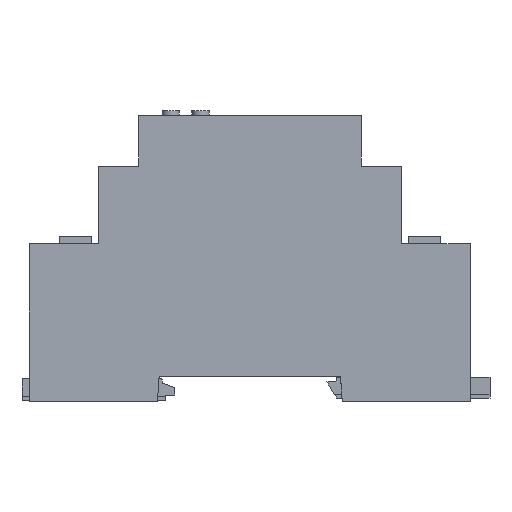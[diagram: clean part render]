
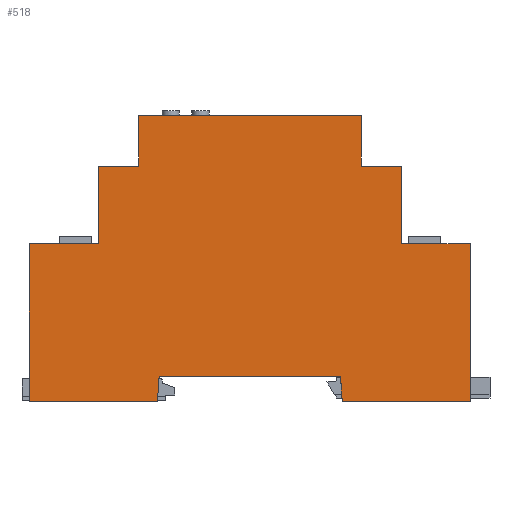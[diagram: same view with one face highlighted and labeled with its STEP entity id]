
A CAD part, left-side view. The second image highlights one B-rep face of the part: STEP entity #518.
In plain terms, the highlighted planar face has unit normal (-1, 0, 0).
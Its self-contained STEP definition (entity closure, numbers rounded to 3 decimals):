
#518=ADVANCED_FACE('',(#5775),#5777,.T.);
#5775=FACE_BOUND('',#5776,.T.);
#5776=EDGE_LOOP('',(#9950,#9951,#9952,#9953,#9954,#9955,#9956,#9957,#9958,#9959,
#9960,#9961,#9962,#9963,#9964,#9965));
#5777=PLANE('',#5778);
#5778=AXIS2_PLACEMENT_3D('',#5779,#5780,#5781);
#5779=CARTESIAN_POINT('',(-35.5,0.,0.));
#5780=DIRECTION('',(-1.,0.,0.));
#5781=DIRECTION('',(0.,0.,-1.));
#9950=ORIENTED_EDGE('',*,*,#13120,.T.);
#9951=ORIENTED_EDGE('',*,*,#13150,.T.);
#9952=ORIENTED_EDGE('',*,*,#13153,.T.);
#9953=ORIENTED_EDGE('',*,*,#13154,.T.);
#9954=ORIENTED_EDGE('',*,*,#13155,.T.);
#9955=ORIENTED_EDGE('',*,*,#13156,.T.);
#9956=ORIENTED_EDGE('',*,*,#13157,.T.);
#9957=ORIENTED_EDGE('',*,*,#13158,.T.);
#9958=ORIENTED_EDGE('',*,*,#13159,.T.);
#9959=ORIENTED_EDGE('',*,*,#13160,.T.);
#9960=ORIENTED_EDGE('',*,*,#13161,.T.);
#9961=ORIENTED_EDGE('',*,*,#13162,.T.);
#9962=ORIENTED_EDGE('',*,*,#13163,.T.);
#9963=ORIENTED_EDGE('',*,*,#13164,.T.);
#9964=ORIENTED_EDGE('',*,*,#13165,.T.);
#9965=ORIENTED_EDGE('',*,*,#13166,.T.);
#13120=EDGE_CURVE('',#14872,#14870,#14873,.T.);
#13150=EDGE_CURVE('',#14870,#14918,#14920,.T.);
#13153=EDGE_CURVE('',#14918,#14924,#14925,.T.);
#13154=EDGE_CURVE('',#14924,#14926,#14927,.T.);
#13155=EDGE_CURVE('',#14926,#14928,#14929,.T.);
#13156=EDGE_CURVE('',#14928,#14930,#14931,.T.);
#13157=EDGE_CURVE('',#14930,#14932,#14933,.T.);
#13158=EDGE_CURVE('',#14932,#14934,#14935,.T.);
#13159=EDGE_CURVE('',#14934,#14936,#14937,.T.);
#13160=EDGE_CURVE('',#14936,#14938,#14939,.T.);
#13161=EDGE_CURVE('',#14938,#14940,#14941,.T.);
#13162=EDGE_CURVE('',#14940,#14942,#14943,.T.);
#13163=EDGE_CURVE('',#14942,#14944,#14945,.T.);
#13164=EDGE_CURVE('',#14944,#14946,#14947,.T.);
#13165=EDGE_CURVE('',#14946,#14948,#14949,.T.);
#13166=EDGE_CURVE('',#14948,#14872,#14950,.T.);
#14870=VERTEX_POINT('',#17887);
#14872=VERTEX_POINT('',#17891);
#14873=LINE('',#17892,#17893);
#14918=VERTEX_POINT('',#17996);
#14920=LINE('',#18000,#18001);
#14924=VERTEX_POINT('',#18010);
#14925=LINE('',#18011,#18012);
#14926=VERTEX_POINT('',#18014);
#14927=LINE('',#18015,#18016);
#14928=VERTEX_POINT('',#18018);
#14929=LINE('',#18019,#18020);
#14930=VERTEX_POINT('',#18022);
#14931=LINE('',#18023,#18024);
#14932=VERTEX_POINT('',#18026);
#14933=LINE('',#18027,#18028);
#14934=VERTEX_POINT('',#18030);
#14935=LINE('',#18031,#18032);
#14936=VERTEX_POINT('',#18034);
#14937=LINE('',#18035,#18036);
#14938=VERTEX_POINT('',#18038);
#14939=LINE('',#18039,#18040);
#14940=VERTEX_POINT('',#18042);
#14941=LINE('',#18043,#18044);
#14942=VERTEX_POINT('',#18046);
#14943=LINE('',#18047,#18048);
#14944=VERTEX_POINT('',#18050);
#14945=LINE('',#18051,#18052);
#14946=VERTEX_POINT('',#18054);
#14947=LINE('',#18055,#18056);
#14948=VERTEX_POINT('',#18058);
#14949=LINE('',#18059,#18060);
#14950=LINE('',#18062,#18063);
#17887=CARTESIAN_POINT('',(-35.5,44.6,-4.987));
#17891=CARTESIAN_POINT('',(-35.5,44.6,26.878));
#17892=CARTESIAN_POINT('',(-35.5,44.6,26.878));
#17893=VECTOR('',#17894,1.);
#17894=DIRECTION('',(0.,0.,-1.));
#17996=CARTESIAN_POINT('',(-35.5,18.7,-4.987));
#18000=CARTESIAN_POINT('',(-35.5,44.6,-4.987));
#18001=VECTOR('',#18002,1.);
#18002=DIRECTION('',(0.,-1.,0.));
#18010=CARTESIAN_POINT('',(-35.5,18.351,0.));
#18011=CARTESIAN_POINT('',(-35.5,18.7,-4.987));
#18012=VECTOR('',#18013,1.);
#18013=DIRECTION('',(0.,-0.07,0.998));
#18014=CARTESIAN_POINT('',(-35.5,-18.351,0.));
#18015=CARTESIAN_POINT('',(-35.5,18.351,0.));
#18016=VECTOR('',#18017,1.);
#18017=DIRECTION('',(0.,-1.,0.));
#18018=CARTESIAN_POINT('',(-35.5,-18.7,-4.987));
#18019=CARTESIAN_POINT('',(-35.5,-18.351,0.));
#18020=VECTOR('',#18021,1.);
#18021=DIRECTION('',(0.,-0.07,-0.998));
#18022=CARTESIAN_POINT('',(-35.5,-44.6,-4.987));
#18023=CARTESIAN_POINT('',(-35.5,-18.7,-4.987));
#18024=VECTOR('',#18025,1.);
#18025=DIRECTION('',(0.,-1.,0.));
#18026=CARTESIAN_POINT('',(-35.5,-44.6,26.878));
#18027=CARTESIAN_POINT('',(-35.5,-44.6,-4.987));
#18028=VECTOR('',#18029,1.);
#18029=DIRECTION('',(0.,0.,1.));
#18030=CARTESIAN_POINT('',(-35.5,-30.7,26.878));
#18031=CARTESIAN_POINT('',(-35.5,-44.6,26.878));
#18032=VECTOR('',#18033,1.);
#18033=DIRECTION('',(0.,1.,0.));
#18034=CARTESIAN_POINT('',(-35.5,-30.7,42.606));
#18035=CARTESIAN_POINT('',(-35.5,-30.7,26.878));
#18036=VECTOR('',#18037,1.);
#18037=DIRECTION('',(0.,0.,1.));
#18038=CARTESIAN_POINT('',(-35.5,-22.5,42.606));
#18039=CARTESIAN_POINT('',(-35.5,-30.7,42.606));
#18040=VECTOR('',#18041,1.);
#18041=DIRECTION('',(0.,1.,0.));
#18042=CARTESIAN_POINT('',(-35.5,-22.5,52.804));
#18043=CARTESIAN_POINT('',(-35.5,-22.5,42.606));
#18044=VECTOR('',#18045,1.);
#18045=DIRECTION('',(0.,0.,1.));
#18046=CARTESIAN_POINT('',(-35.5,22.5,52.804));
#18047=CARTESIAN_POINT('',(-35.5,-22.5,52.804));
#18048=VECTOR('',#18049,1.);
#18049=DIRECTION('',(0.,1.,0.));
#18050=CARTESIAN_POINT('',(-35.5,22.5,42.606));
#18051=CARTESIAN_POINT('',(-35.5,22.5,52.804));
#18052=VECTOR('',#18053,1.);
#18053=DIRECTION('',(0.,0.,-1.));
#18054=CARTESIAN_POINT('',(-35.5,30.7,42.606));
#18055=CARTESIAN_POINT('',(-35.5,22.5,42.606));
#18056=VECTOR('',#18057,1.);
#18057=DIRECTION('',(0.,1.,0.));
#18058=CARTESIAN_POINT('',(-35.5,30.7,26.878));
#18059=CARTESIAN_POINT('',(-35.5,30.7,42.606));
#18060=VECTOR('',#18061,1.);
#18061=DIRECTION('',(0.,0.,-1.));
#18062=CARTESIAN_POINT('',(-35.5,30.7,26.878));
#18063=VECTOR('',#18064,1.);
#18064=DIRECTION('',(0.,1.,0.));
